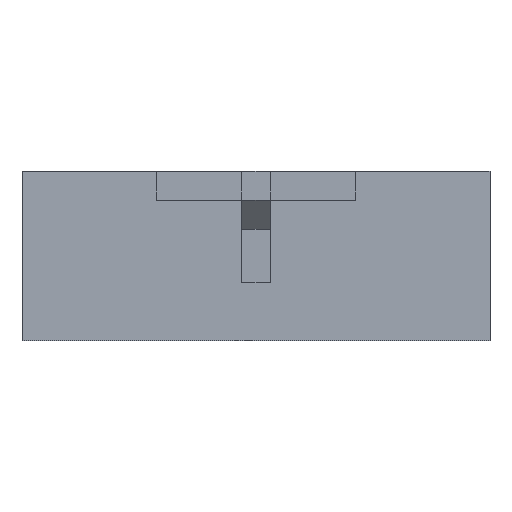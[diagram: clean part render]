
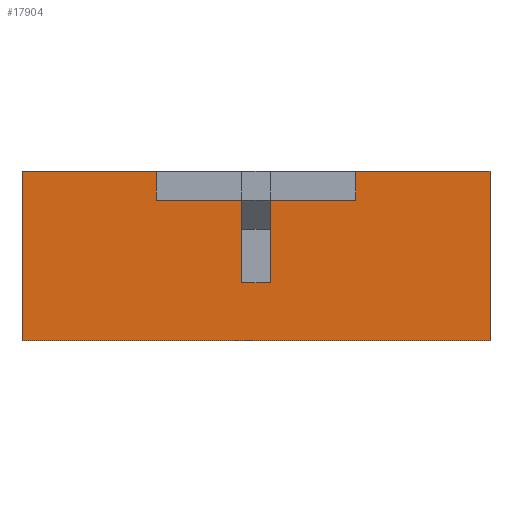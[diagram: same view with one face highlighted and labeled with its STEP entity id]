
A CAD part, left-side view. The second image highlights one B-rep face of the part: STEP entity #17904.
In plain terms, the highlighted planar face has unit normal (-1, 0, 0).
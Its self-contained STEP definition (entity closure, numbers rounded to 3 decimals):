
#2000 = VERTEX_POINT('',#2001);
#2001 = CARTESIAN_POINT('',(-19.8,-10.5,
    -3.8));
#2007 = EDGE_CURVE('',#2008,#2000,#2010,.T.);
#2008 = VERTEX_POINT('',#2009);
#2009 = CARTESIAN_POINT('',(-19.8,10.5,
    -3.8));
#2010 = LINE('',#2011,#2012);
#2011 = CARTESIAN_POINT('',(-19.8,10.5,
    -3.8));
#2012 = VECTOR('',#2013,1.);
#2013 = DIRECTION('',(0.,-1.,0.));
#17904 = ADVANCED_FACE('',(#17905),#17994,.T.);
#17905 = FACE_BOUND('',#17906,.T.);
#17906 = EDGE_LOOP('',(#17907,#17915,#17916,#17924,#17932,#17940,#17948,
    #17956,#17964,#17972,#17980,#17988));
#17907 = ORIENTED_EDGE('',*,*,#17908,.T.);
#17908 = EDGE_CURVE('',#17909,#2008,#17911,.T.);
#17909 = VERTEX_POINT('',#17910);
#17910 = CARTESIAN_POINT('',(-19.8,10.5,
    3.8));
#17911 = LINE('',#17912,#17913);
#17912 = CARTESIAN_POINT('',(-19.8,10.5,
    3.8));
#17913 = VECTOR('',#17914,1.);
#17914 = DIRECTION('',(0.,0.,-1.));
#17915 = ORIENTED_EDGE('',*,*,#2007,.T.);
#17916 = ORIENTED_EDGE('',*,*,#17917,.T.);
#17917 = EDGE_CURVE('',#2000,#17918,#17920,.T.);
#17918 = VERTEX_POINT('',#17919);
#17919 = CARTESIAN_POINT('',(-19.8,-10.5,
    3.8));
#17920 = LINE('',#17921,#17922);
#17921 = CARTESIAN_POINT('',(-19.8,-10.5,
    -3.8));
#17922 = VECTOR('',#17923,1.);
#17923 = DIRECTION('',(0.,0.,1.));
#17924 = ORIENTED_EDGE('',*,*,#17925,.T.);
#17925 = EDGE_CURVE('',#17918,#17926,#17928,.T.);
#17926 = VERTEX_POINT('',#17927);
#17927 = CARTESIAN_POINT('',(-19.8,-4.475,
    3.8));
#17928 = LINE('',#17929,#17930);
#17929 = CARTESIAN_POINT('',(-19.8,-10.5,
    3.8));
#17930 = VECTOR('',#17931,1.);
#17931 = DIRECTION('',(0.,1.,0.));
#17932 = ORIENTED_EDGE('',*,*,#17933,.T.);
#17933 = EDGE_CURVE('',#17926,#17934,#17936,.T.);
#17934 = VERTEX_POINT('',#17935);
#17935 = CARTESIAN_POINT('',(-19.8,-4.475,2.5));
#17936 = LINE('',#17937,#17938);
#17937 = CARTESIAN_POINT('',(-19.8,-4.475,
    3.8));
#17938 = VECTOR('',#17939,1.);
#17939 = DIRECTION('',(0.,0.,-1.));
#17940 = ORIENTED_EDGE('',*,*,#17941,.T.);
#17941 = EDGE_CURVE('',#17934,#17942,#17944,.T.);
#17942 = VERTEX_POINT('',#17943);
#17943 = CARTESIAN_POINT('',(-19.8,-0.65,2.5));
#17944 = LINE('',#17945,#17946);
#17945 = CARTESIAN_POINT('',(-19.8,-4.475,2.5));
#17946 = VECTOR('',#17947,1.);
#17947 = DIRECTION('',(0.,1.,0.));
#17948 = ORIENTED_EDGE('',*,*,#17949,.T.);
#17949 = EDGE_CURVE('',#17942,#17950,#17952,.T.);
#17950 = VERTEX_POINT('',#17951);
#17951 = CARTESIAN_POINT('',(-19.8,-0.65,
    -1.2));
#17952 = LINE('',#17953,#17954);
#17953 = CARTESIAN_POINT('',(-19.8,-0.65,2.5));
#17954 = VECTOR('',#17955,1.);
#17955 = DIRECTION('',(0.,0.,-1.));
#17956 = ORIENTED_EDGE('',*,*,#17957,.T.);
#17957 = EDGE_CURVE('',#17950,#17958,#17960,.T.);
#17958 = VERTEX_POINT('',#17959);
#17959 = CARTESIAN_POINT('',(-19.8,0.65,
    -1.2));
#17960 = LINE('',#17961,#17962);
#17961 = CARTESIAN_POINT('',(-19.8,-0.65,
    -1.2));
#17962 = VECTOR('',#17963,1.);
#17963 = DIRECTION('',(0.,1.,0.));
#17964 = ORIENTED_EDGE('',*,*,#17965,.T.);
#17965 = EDGE_CURVE('',#17958,#17966,#17968,.T.);
#17966 = VERTEX_POINT('',#17967);
#17967 = CARTESIAN_POINT('',(-19.8,0.65,2.5));
#17968 = LINE('',#17969,#17970);
#17969 = CARTESIAN_POINT('',(-19.8,0.65,
    -1.2));
#17970 = VECTOR('',#17971,1.);
#17971 = DIRECTION('',(0.,0.,1.));
#17972 = ORIENTED_EDGE('',*,*,#17973,.T.);
#17973 = EDGE_CURVE('',#17966,#17974,#17976,.T.);
#17974 = VERTEX_POINT('',#17975);
#17975 = CARTESIAN_POINT('',(-19.8,4.475,2.5));
#17976 = LINE('',#17977,#17978);
#17977 = CARTESIAN_POINT('',(-19.8,0.65,2.5));
#17978 = VECTOR('',#17979,1.);
#17979 = DIRECTION('',(0.,1.,0.));
#17980 = ORIENTED_EDGE('',*,*,#17981,.T.);
#17981 = EDGE_CURVE('',#17974,#17982,#17984,.T.);
#17982 = VERTEX_POINT('',#17983);
#17983 = CARTESIAN_POINT('',(-19.8,4.475,
    3.8));
#17984 = LINE('',#17985,#17986);
#17985 = CARTESIAN_POINT('',(-19.8,4.475,2.5));
#17986 = VECTOR('',#17987,1.);
#17987 = DIRECTION('',(0.,0.,1.));
#17988 = ORIENTED_EDGE('',*,*,#17989,.T.);
#17989 = EDGE_CURVE('',#17982,#17909,#17990,.T.);
#17990 = LINE('',#17991,#17992);
#17991 = CARTESIAN_POINT('',(-19.8,4.475,
    3.8));
#17992 = VECTOR('',#17993,1.);
#17993 = DIRECTION('',(0.,1.,0.));
#17994 = PLANE('',#17995);
#17995 = AXIS2_PLACEMENT_3D('',#17996,#17997,#17998);
#17996 = CARTESIAN_POINT('',(-19.8,0.,-0.051));
#17997 = DIRECTION('',(-1.,-0.,-0.));
#17998 = DIRECTION('',(0.,0.,-1.));
